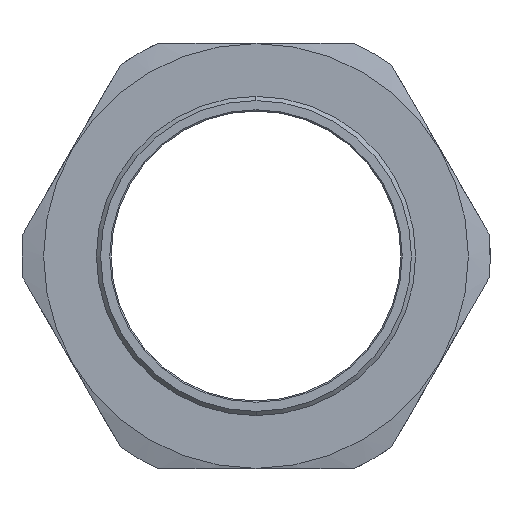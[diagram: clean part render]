
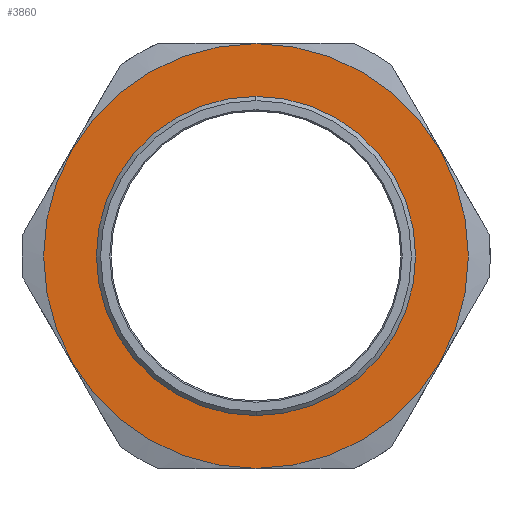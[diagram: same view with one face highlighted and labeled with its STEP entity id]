
A CAD part, left-side view. The second image highlights one B-rep face of the part: STEP entity #3860.
In plain terms, the highlighted planar face has unit normal (-1, 0, 0).
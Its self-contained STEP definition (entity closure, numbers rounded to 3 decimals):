
#213 = PLANE ( 'NONE',  #2869 ) ;
#285 = DIRECTION ( 'NONE',  ( -1., 0., 0. ) ) ;
#312 = CARTESIAN_POINT ( 'NONE',  ( 15., 0., -49.9 ) ) ;
#367 = AXIS2_PLACEMENT_3D ( 'NONE', #2886, #906, #3229 ) ;
#436 = VERTEX_POINT ( 'NONE', #1953 ) ;
#482 = ORIENTED_EDGE ( 'NONE', *, *, #2855, .F. ) ;
#563 = CIRCLE ( 'NONE', #367, 49.9 ) ;
#604 = ORIENTED_EDGE ( 'NONE', *, *, #3369, .F. ) ;
#906 = DIRECTION ( 'NONE',  ( 1., 0., 0. ) ) ;
#1019 = VERTEX_POINT ( 'NONE', #1587 ) ;
#1126 = CIRCLE ( 'NONE', #3045, 37.5 ) ;
#1214 = CARTESIAN_POINT ( 'NONE',  ( 15., 0., 37.5 ) ) ;
#1254 = ORIENTED_EDGE ( 'NONE', *, *, #3283, .F. ) ;
#1291 = AXIS2_PLACEMENT_3D ( 'NONE', #3467, #1502, #3773 ) ;
#1322 = CARTESIAN_POINT ( 'NONE',  ( 15., 0., 0. ) ) ;
#1336 = EDGE_LOOP ( 'NONE', ( #3755, #1254 ) ) ;
#1356 = FACE_OUTER_BOUND ( 'NONE', #1336, .T. ) ;
#1443 = AXIS2_PLACEMENT_3D ( 'NONE', #1322, #3611, #1667 ) ;
#1502 = DIRECTION ( 'NONE',  ( 1., 0., 0. ) ) ;
#1574 = CARTESIAN_POINT ( 'NONE',  ( 15., 0., -55.5 ) ) ;
#1587 = CARTESIAN_POINT ( 'NONE',  ( 15., 0., -37.5 ) ) ;
#1667 = DIRECTION ( 'NONE',  ( 0., 0., 1. ) ) ;
#1897 = DIRECTION ( 'NONE',  ( 0., 0., -1. ) ) ;
#1953 = CARTESIAN_POINT ( 'NONE',  ( 15., 0., 49.9 ) ) ;
#2300 = CARTESIAN_POINT ( 'NONE',  ( 15., 0., 0. ) ) ;
#2574 = EDGE_CURVE ( 'NONE', #3433, #436, #3997, .T. ) ;
#2632 = DIRECTION ( 'NONE',  ( 0., 0., 1. ) ) ;
#2689 = VERTEX_POINT ( 'NONE', #1214 ) ;
#2855 = EDGE_CURVE ( 'NONE', #2689, #1019, #3948, .T. ) ;
#2869 = AXIS2_PLACEMENT_3D ( 'NONE', #1574, #3839, #1897 ) ;
#2886 = CARTESIAN_POINT ( 'NONE',  ( 15., 0., 0. ) ) ;
#3045 = AXIS2_PLACEMENT_3D ( 'NONE', #2300, #285, #2632 ) ;
#3229 = DIRECTION ( 'NONE',  ( 0., 0., -1. ) ) ;
#3283 = EDGE_CURVE ( 'NONE', #436, #3433, #563, .T. ) ;
#3369 = EDGE_CURVE ( 'NONE', #1019, #2689, #1126, .T. ) ;
#3433 = VERTEX_POINT ( 'NONE', #312 ) ;
#3467 = CARTESIAN_POINT ( 'NONE',  ( 15., 0., 0. ) ) ;
#3611 = DIRECTION ( 'NONE',  ( -1., 0., 0. ) ) ;
#3755 = ORIENTED_EDGE ( 'NONE', *, *, #2574, .F. ) ;
#3773 = DIRECTION ( 'NONE',  ( 0., 0., -1. ) ) ;
#3839 = DIRECTION ( 'NONE',  ( 1., 0., 0. ) ) ;
#3842 = FACE_BOUND ( 'NONE', #4030, .T. ) ;
#3860 = ADVANCED_FACE ( 'NONE', ( #1356, #3842 ), #213, .F. ) ;
#3948 = CIRCLE ( 'NONE', #1443, 37.5 ) ;
#3997 = CIRCLE ( 'NONE', #1291, 49.9 ) ;
#4030 = EDGE_LOOP ( 'NONE', ( #604, #482 ) ) ;
